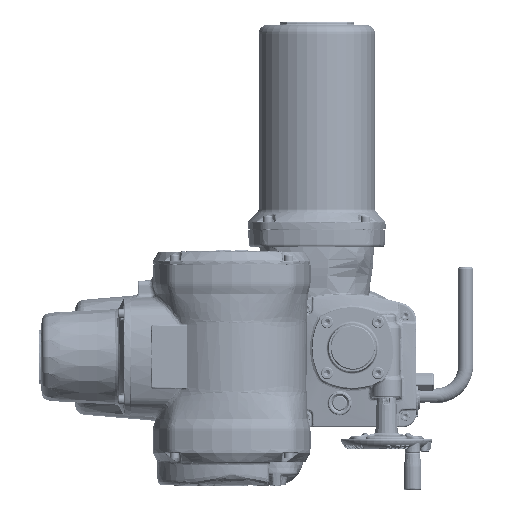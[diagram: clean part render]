
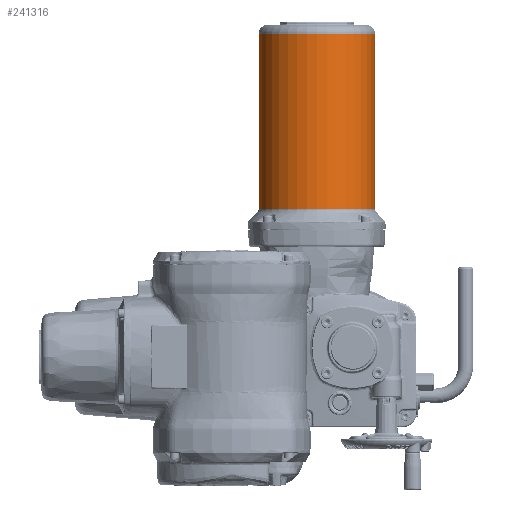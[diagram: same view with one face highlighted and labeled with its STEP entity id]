
A CAD part, top view. The second image highlights one B-rep face of the part: STEP entity #241316.
In plain terms, the highlighted cylindrical face has radius 63 mm (diameter 126 mm), a full revolution.
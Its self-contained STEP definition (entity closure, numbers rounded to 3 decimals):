
#6517=B_SPLINE_CURVE_WITH_KNOTS('',3,(#320458,#320459,#320460,#320461,#320462,
#320463,#320464,#320465,#320466,#320467,#320468,#320469,#320470,#320471,
#320472,#320473,#320474,#320475,#320476,#320477,#320478,#320479,#320480,
#320481,#320482,#320483,#320484,#320485,#320486,#320487,#320488,#320489,
#320490,#320491,#320492,#320493),.UNSPECIFIED.,.T.,.F.,(1,1,1,1,1,1,1,1,
1,1,1,1,1,1,1,1,1,1,1,1,1,1,1,1,1,1,1,1,1,1,1,1,1,1,1,1,1,1,1,1),(-0.095,
-0.064,-0.033,0.,0.03,0.061,0.092,
0.123,0.155,0.186,0.217,0.233,
0.248,0.28,0.311,0.342,
0.373,0.405,0.436,0.467,
0.498,0.53,0.561,0.592,
0.623,0.655,0.686,0.717,
0.748,0.78,0.811,0.842,
0.873,0.905,0.936,0.967,
1.,1.03,1.061,1.092),.UNSPECIFIED.);
#35750=CYLINDRICAL_SURFACE('',#253159,63.);
#43255=ORIENTED_EDGE('',*,*,#91513,.T.);
#43256=ORIENTED_EDGE('',*,*,#91514,.T.);
#43257=ORIENTED_EDGE('',*,*,#91548,.T.);
#91513=EDGE_CURVE('',#115951,#115951,#130549,.T.);
#91514=EDGE_CURVE('',#115952,#115952,#6517,.T.);
#91548=EDGE_CURVE('',#115974,#115974,#130559,.T.);
#115951=VERTEX_POINT('',#320361);
#115952=VERTEX_POINT('',#320494);
#115974=VERTEX_POINT('',#320590);
#130549=CIRCLE('',#253134,63.);
#130559=CIRCLE('',#253160,63.);
#136113=EDGE_LOOP('',(#43255));
#136114=EDGE_LOOP('',(#43256));
#136115=EDGE_LOOP('',(#43257));
#148240=FACE_BOUND('',#136113,.T.);
#148241=FACE_BOUND('',#136114,.T.);
#148242=FACE_BOUND('',#136115,.T.);
#241316=ADVANCED_FACE('',(#148240,#148241,#148242),#35750,.T.);
#253134=AXIS2_PLACEMENT_3D('',#320360,#270652,#270653);
#253159=AXIS2_PLACEMENT_3D('',#320588,#270720,#270721);
#253160=AXIS2_PLACEMENT_3D('',#320589,#270722,#270723);
#270652=DIRECTION('',(0.,-1.,0.));
#270653=DIRECTION('',(1.,0.,0.));
#270720=DIRECTION('',(0.,1.,0.));
#270721=DIRECTION('',(-1.,0.,0.));
#270722=DIRECTION('',(0.,1.,0.));
#270723=DIRECTION('',(-1.,0.,0.));
#320360=CARTESIAN_POINT('',(-38.8,340.,-22.4));
#320361=CARTESIAN_POINT('',(24.2,340.,-22.4));
#320458=CARTESIAN_POINT('',(-22.968,216.446,-83.381));
#320459=CARTESIAN_POINT('',(-22.272,219.791,-83.194));
#320460=CARTESIAN_POINT('',(-22.191,223.193,-83.171));
#320461=CARTESIAN_POINT('',(-22.682,226.498,-83.305));
#320462=CARTESIAN_POINT('',(-23.766,229.699,-83.585));
#320463=CARTESIAN_POINT('',(-25.425,232.662,-83.974));
#320464=CARTESIAN_POINT('',(-27.579,235.229,-84.409));
#320465=CARTESIAN_POINT('',(-30.234,237.352,-84.837));
#320466=CARTESIAN_POINT('',(-32.722,238.618,-85.122));
#320467=CARTESIAN_POINT('',(-34.898,239.313,-85.286));
#320468=CARTESIAN_POINT('',(-37.08,239.758,-85.394));
#320469=CARTESIAN_POINT('',(-39.939,239.865,-85.42));
#320470=CARTESIAN_POINT('',(-43.257,239.253,-85.27));
#320471=CARTESIAN_POINT('',(-46.401,237.931,-84.964));
#320472=CARTESIAN_POINT('',(-49.169,236.008,-84.559));
#320473=CARTESIAN_POINT('',(-51.5,233.574,-84.119));
#320474=CARTESIAN_POINT('',(-53.338,230.732,-83.707));
#320475=CARTESIAN_POINT('',(-54.617,227.596,-83.385));
#320476=CARTESIAN_POINT('',(-55.319,224.269,-83.196));
#320477=CARTESIAN_POINT('',(-55.418,220.874,-83.169));
#320478=CARTESIAN_POINT('',(-54.921,217.513,-83.304));
#320479=CARTESIAN_POINT('',(-53.834,214.306,-83.585));
#320480=CARTESIAN_POINT('',(-52.187,211.354,-83.972));
#320481=CARTESIAN_POINT('',(-50.019,208.772,-84.409));
#320482=CARTESIAN_POINT('',(-47.384,206.658,-84.834));
#320483=CARTESIAN_POINT('',(-44.368,205.125,-85.181));
#320484=CARTESIAN_POINT('',(-41.072,204.262,-85.389));
#320485=CARTESIAN_POINT('',(-37.691,204.132,-85.421));
#320486=CARTESIAN_POINT('',(-34.326,204.752,-85.269));
#320487=CARTESIAN_POINT('',(-31.208,206.064,-84.964));
#320488=CARTESIAN_POINT('',(-28.435,207.988,-84.56));
#320489=CARTESIAN_POINT('',(-26.093,210.432,-84.117));
#320490=CARTESIAN_POINT('',(-24.271,213.254,-83.708));
#320491=CARTESIAN_POINT('',(-22.968,216.446,-83.381));
#320492=CARTESIAN_POINT('',(-22.272,219.791,-83.194));
#320493=CARTESIAN_POINT('',(-22.191,223.193,-83.171));
#320494=CARTESIAN_POINT('',(-22.362,219.917,-83.218));
#320588=CARTESIAN_POINT('',(-38.8,82.5,-22.4));
#320589=CARTESIAN_POINT('',(-38.8,150.602,-22.4));
#320590=CARTESIAN_POINT('',(-101.8,150.602,-22.4));
